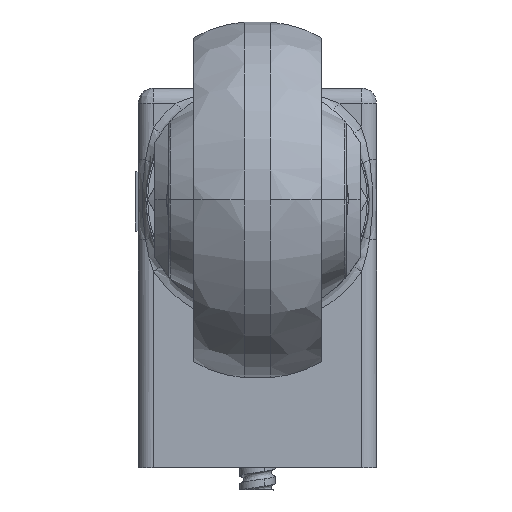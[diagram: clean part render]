
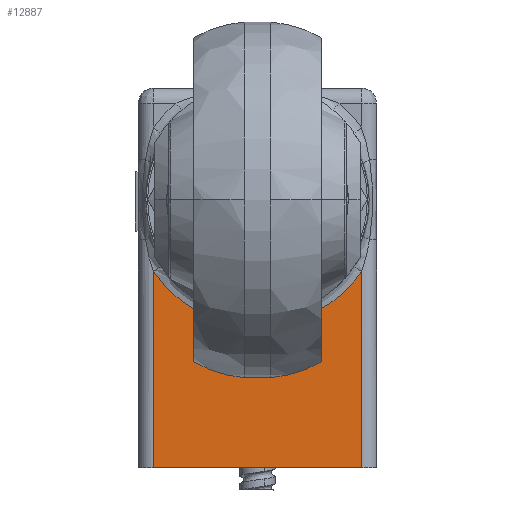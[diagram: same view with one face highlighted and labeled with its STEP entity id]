
A CAD part, left-side view. The second image highlights one B-rep face of the part: STEP entity #12887.
In plain terms, the highlighted planar face has unit normal (-1, 0, 0).
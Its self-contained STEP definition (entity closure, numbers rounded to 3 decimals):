
#342 = LINE ( 'NONE', #19037, #20153 ) ;
#589 = VERTEX_POINT ( 'NONE', #14484 ) ;
#625 = CARTESIAN_POINT ( 'NONE',  ( 4.135, 5.669, 22.319 ) ) ;
#1402 = VERTEX_POINT ( 'NONE', #14618 ) ;
#1994 = ORIENTED_EDGE ( 'NONE', *, *, #11704, .F. ) ;
#2517 = ORIENTED_EDGE ( 'NONE', *, *, #13751, .F. ) ;
#2579 = CARTESIAN_POINT ( 'NONE',  ( 4.135, 12.228, 22.319 ) ) ;
#3213 = PLANE ( 'NONE',  #16432 ) ;
#3969 = ORIENTED_EDGE ( 'NONE', *, *, #5536, .T. ) ;
#4560 = LINE ( 'NONE', #4747, #18684 ) ;
#4747 = CARTESIAN_POINT ( 'NONE',  ( 4.135, 1.948, 21.171 ) ) ;
#5038 = DIRECTION ( 'NONE',  ( 0., -1., 0. ) ) ;
#5536 = EDGE_CURVE ( 'NONE', #589, #14092, #342, .T. ) ;
#9447 = DIRECTION ( 'NONE',  ( 0., -1., 0. ) ) ;
#9488 = VERTEX_POINT ( 'NONE', #11723 ) ;
#11150 = LINE ( 'NONE', #15647, #19651 ) ;
#11651 = EDGE_LOOP ( 'NONE', ( #2517, #13891, #3969, #1994 ) ) ;
#11704 = EDGE_CURVE ( 'NONE', #9488, #14092, #4560, .T. ) ;
#11723 = CARTESIAN_POINT ( 'NONE',  ( 4.135, 1.948, 27.72 ) ) ;
#12887 = ADVANCED_FACE ( 'NONE', ( #18418 ), #3213, .F. ) ;
#13295 = CARTESIAN_POINT ( 'NONE',  ( 4.135, 15.948, 27.72 ) ) ;
#13751 = EDGE_CURVE ( 'NONE', #1402, #9488, #17694, .T. ) ;
#13891 = ORIENTED_EDGE ( 'NONE', *, *, #16529, .F. ) ;
#14092 = VERTEX_POINT ( 'NONE', #19226 ) ;
#14484 = CARTESIAN_POINT ( 'NONE',  ( 4.135, 15.948, 14.542 ) ) ;
#14618 = CARTESIAN_POINT ( 'NONE',  ( 4.135, 15.948, 27.72 ) ) ;
#15647 = CARTESIAN_POINT ( 'NONE',  ( 4.135, 15.948, 21.171 ) ) ;
#16254 = CARTESIAN_POINT ( 'NONE',  ( 4.135, 1.948, 27.72 ) ) ;
#16432 = AXIS2_PLACEMENT_3D ( 'NONE', #17082, #16984, #9447 ) ;
#16529 = EDGE_CURVE ( 'NONE', #589, #1402, #11150, .T. ) ;
#16910 = DIRECTION ( 'NONE',  ( 0., 0., -1. ) ) ;
#16984 = DIRECTION ( 'NONE',  ( 1., 0., 0. ) ) ;
#17082 = CARTESIAN_POINT ( 'NONE',  ( 4.135, 15.948, 27.799 ) ) ;
#17373 = DIRECTION ( 'NONE',  ( 0., 0., 1. ) ) ;
#17694 =( BOUNDED_CURVE ( )  B_SPLINE_CURVE ( 3, ( #13295, #2579, #625, #16254 ),
 .UNSPECIFIED., .F., .T. ) 
 B_SPLINE_CURVE_WITH_KNOTS ( ( 4, 4 ),
 ( 0., 1. ),
 .UNSPECIFIED. ) 
 CURVE ( )  GEOMETRIC_REPRESENTATION_ITEM ( )  RATIONAL_B_SPLINE_CURVE ( ( 0.957, 0.681, 0.681, 0.957 ) ) 
 REPRESENTATION_ITEM ( '' )  );
#18418 = FACE_OUTER_BOUND ( 'NONE', #11651, .T. ) ;
#18684 = VECTOR ( 'NONE', #16910, 1000. ) ;
#19037 = CARTESIAN_POINT ( 'NONE',  ( 4.135, 8.948, 14.542 ) ) ;
#19226 = CARTESIAN_POINT ( 'NONE',  ( 4.135, 1.948, 14.542 ) ) ;
#19651 = VECTOR ( 'NONE', #17373, 1000. ) ;
#20153 = VECTOR ( 'NONE', #5038, 1000. ) ;
